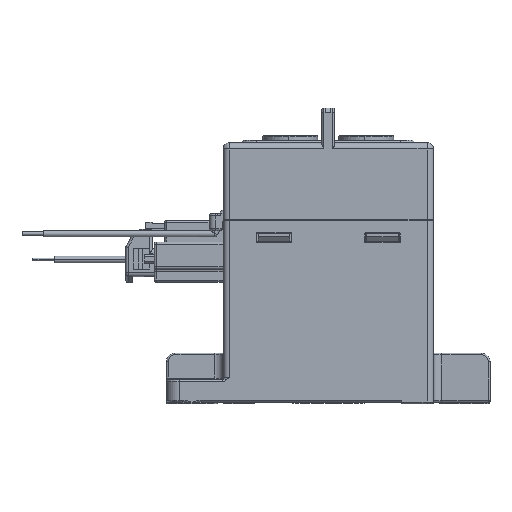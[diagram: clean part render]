
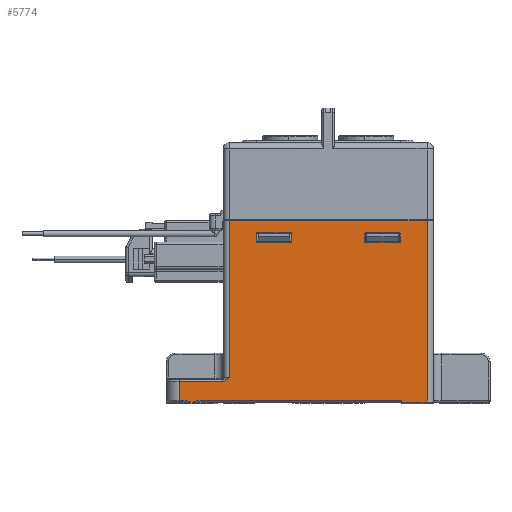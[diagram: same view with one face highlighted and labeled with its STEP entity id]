
A CAD part, top view. The second image highlights one B-rep face of the part: STEP entity #5774.
In plain terms, the highlighted planar face has unit normal (0, 0, 1).
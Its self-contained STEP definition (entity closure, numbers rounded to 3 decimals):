
#124=B_SPLINE_CURVE_WITH_KNOTS('',3,(#28001,#28002,#28003,#28004,#28005,
#28006,#28007,#28008),.UNSPECIFIED.,.F.,.F.,(4,2,2,4),(0.,0.5,0.75,1.),
 .UNSPECIFIED.);
#126=B_SPLINE_CURVE_WITH_KNOTS('',3,(#28050,#28051,#28052,#28053,#28054,
#28055),.UNSPECIFIED.,.F.,.F.,(4,2,4),(0.,0.5,1.),.UNSPECIFIED.);
#127=B_SPLINE_CURVE_WITH_KNOTS('',3,(#28130,#28131,#28132,#28133,#28134,
#28135),.UNSPECIFIED.,.F.,.F.,(4,2,4),(0.,0.5,1.),.UNSPECIFIED.);
#1033=PLANE('',#18742);
#1278=FACE_BOUND('',#7770,.T.);
#1279=FACE_BOUND('',#7771,.T.);
#1280=FACE_BOUND('',#7772,.T.);
#2775=LINE('',#27872,#4573);
#2808=LINE('',#27940,#4606);
#2809=LINE('',#27953,#4607);
#2810=LINE('',#27960,#4608);
#2811=LINE('',#27964,#4609);
#2812=LINE('',#27970,#4610);
#2813=LINE('',#27983,#4611);
#2814=LINE('',#27990,#4612);
#2815=LINE('',#27994,#4613);
#2817=LINE('',#28095,#4615);
#2818=LINE('',#28097,#4616);
#2828=LINE('',#28165,#4626);
#2831=LINE('',#28174,#4629);
#2832=LINE('',#28176,#4630);
#2833=LINE('',#28179,#4631);
#2834=LINE('',#28180,#4632);
#2835=LINE('',#28181,#4633);
#4573=VECTOR('',#22264,1.);
#4606=VECTOR('',#22315,1.);
#4607=VECTOR('',#22326,1.);
#4608=VECTOR('',#22329,1.);
#4609=VECTOR('',#22334,1.);
#4610=VECTOR('',#22343,1.);
#4611=VECTOR('',#22354,1.);
#4612=VECTOR('',#22357,1.);
#4613=VECTOR('',#22362,1.);
#4615=VECTOR('',#22376,1.);
#4616=VECTOR('',#22379,1.);
#4626=VECTOR('',#22401,1.);
#4629=VECTOR('',#22410,1.);
#4630=VECTOR('',#22413,1.);
#4631=VECTOR('',#22414,1.);
#4632=VECTOR('',#22415,1.);
#4633=VECTOR('',#22416,1.);
#5774=ADVANCED_FACE('',(#1278,#1279,#1280),#1033,.F.);
#7770=EDGE_LOOP('',(#11319,#11320,#11321,#11322,#11323,#11324));
#7771=EDGE_LOOP('',(#11325,#11326,#11327,#11328,#11329,#11330));
#7772=EDGE_LOOP('',(#11331,#11332,#11333,#11334,#11335,#11336,#11337,#11338,
#11339,#11340,#11341,#11342));
#11319=ORIENTED_EDGE('',*,*,#16356,.T.);
#11320=ORIENTED_EDGE('',*,*,#16355,.T.);
#11321=ORIENTED_EDGE('',*,*,#16353,.T.);
#11322=ORIENTED_EDGE('',*,*,#16351,.T.);
#11323=ORIENTED_EDGE('',*,*,#16349,.T.);
#11324=ORIENTED_EDGE('',*,*,#16346,.T.);
#11325=ORIENTED_EDGE('',*,*,#16344,.T.);
#11326=ORIENTED_EDGE('',*,*,#16343,.T.);
#11327=ORIENTED_EDGE('',*,*,#16341,.T.);
#11328=ORIENTED_EDGE('',*,*,#16339,.T.);
#11329=ORIENTED_EDGE('',*,*,#16337,.T.);
#11330=ORIENTED_EDGE('',*,*,#16334,.T.);
#11331=ORIENTED_EDGE('',*,*,#16387,.T.);
#11332=ORIENTED_EDGE('',*,*,#16388,.T.);
#11333=ORIENTED_EDGE('',*,*,#16378,.T.);
#11334=ORIENTED_EDGE('',*,*,#16360,.T.);
#11335=ORIENTED_EDGE('',*,*,#16381,.T.);
#11336=ORIENTED_EDGE('',*,*,#16389,.T.);
#11337=ORIENTED_EDGE('',*,*,#16386,.T.);
#11338=ORIENTED_EDGE('',*,*,#16366,.T.);
#11339=ORIENTED_EDGE('',*,*,#16299,.F.);
#11340=ORIENTED_EDGE('',*,*,#16365,.T.);
#11341=ORIENTED_EDGE('',*,*,#16358,.T.);
#11342=ORIENTED_EDGE('',*,*,#16390,.T.);
#14172=VERTEX_POINT('',#27871);
#14173=VERTEX_POINT('',#27873);
#14198=VERTEX_POINT('',#27939);
#14199=VERTEX_POINT('',#27941);
#14200=VERTEX_POINT('',#27945);
#14201=VERTEX_POINT('',#27952);
#14202=VERTEX_POINT('',#27959);
#14203=VERTEX_POINT('',#27963);
#14204=VERTEX_POINT('',#27969);
#14205=VERTEX_POINT('',#27971);
#14206=VERTEX_POINT('',#27975);
#14207=VERTEX_POINT('',#27982);
#14208=VERTEX_POINT('',#27989);
#14209=VERTEX_POINT('',#27993);
#14211=VERTEX_POINT('',#28000);
#14212=VERTEX_POINT('',#28009);
#14213=VERTEX_POINT('',#28056);
#14214=VERTEX_POINT('',#28057);
#14217=VERTEX_POINT('',#28098);
#14228=VERTEX_POINT('',#28136);
#14229=VERTEX_POINT('',#28163);
#14232=VERTEX_POINT('',#28170);
#14234=VERTEX_POINT('',#28177);
#14235=VERTEX_POINT('',#28178);
#16299=EDGE_CURVE('',#14172,#14173,#2775,.T.);
#16334=EDGE_CURVE('',#14199,#14198,#2808,.T.);
#16337=EDGE_CURVE('',#14200,#14199,#17556,.T.);
#16339=EDGE_CURVE('',#14201,#14200,#2809,.T.);
#16341=EDGE_CURVE('',#14202,#14201,#2810,.T.);
#16343=EDGE_CURVE('',#14203,#14202,#2811,.T.);
#16344=EDGE_CURVE('',#14198,#14203,#17558,.T.);
#16346=EDGE_CURVE('',#14205,#14204,#2812,.T.);
#16349=EDGE_CURVE('',#14206,#14205,#17562,.T.);
#16351=EDGE_CURVE('',#14207,#14206,#2813,.T.);
#16353=EDGE_CURVE('',#14208,#14207,#2814,.T.);
#16355=EDGE_CURVE('',#14209,#14208,#2815,.T.);
#16356=EDGE_CURVE('',#14204,#14209,#17564,.T.);
#16358=EDGE_CURVE('',#14212,#14211,#124,.T.);
#16360=EDGE_CURVE('',#14213,#14214,#126,.T.);
#16365=EDGE_CURVE('',#14172,#14212,#2817,.T.);
#16366=EDGE_CURVE('',#14217,#14173,#2818,.T.);
#16378=EDGE_CURVE('',#14228,#14213,#127,.T.);
#16381=EDGE_CURVE('',#14214,#14229,#2828,.T.);
#16386=EDGE_CURVE('',#14232,#14217,#2831,.T.);
#16387=EDGE_CURVE('',#14234,#14235,#2832,.T.);
#16388=EDGE_CURVE('',#14235,#14228,#2833,.T.);
#16389=EDGE_CURVE('',#14229,#14232,#2834,.T.);
#16390=EDGE_CURVE('',#14211,#14234,#2835,.T.);
#17556=CIRCLE('',#18708,0.3);
#17558=CIRCLE('',#18714,0.3);
#17562=CIRCLE('',#18720,0.3);
#17564=CIRCLE('',#18726,0.3);
#18708=AXIS2_PLACEMENT_3D('',#27946,#22322,#22323);
#18714=AXIS2_PLACEMENT_3D('',#27966,#22337,#22338);
#18720=AXIS2_PLACEMENT_3D('',#27976,#22350,#22351);
#18726=AXIS2_PLACEMENT_3D('',#27996,#22365,#22366);
#18742=AXIS2_PLACEMENT_3D('',#28182,#22417,#22418);
#22264=DIRECTION('',(1.,0.,0.));
#22315=DIRECTION('',(1.,0.,0.));
#22322=DIRECTION('',(0.,0.,-1.));
#22323=DIRECTION('',(-1.,0.,0.));
#22326=DIRECTION('',(0.,1.,0.));
#22329=DIRECTION('',(-1.,0.,0.));
#22334=DIRECTION('',(0.,-1.,0.));
#22337=DIRECTION('',(0.,0.,-1.));
#22338=DIRECTION('',(-1.,0.,0.));
#22343=DIRECTION('',(1.,0.,0.));
#22350=DIRECTION('',(0.,0.,-1.));
#22351=DIRECTION('',(-1.,0.,0.));
#22354=DIRECTION('',(0.,1.,0.));
#22357=DIRECTION('',(-1.,0.,0.));
#22362=DIRECTION('',(0.,-1.,0.));
#22365=DIRECTION('',(0.,0.,-1.));
#22366=DIRECTION('',(-1.,0.,0.));
#22376=DIRECTION('',(0.,-1.,0.));
#22379=DIRECTION('',(0.,1.,0.));
#22401=DIRECTION('',(1.,0.,0.));
#22410=DIRECTION('',(1.,0.,0.));
#22413=DIRECTION('',(0.,-1.,0.));
#22414=DIRECTION('',(1.,0.,0.));
#22415=DIRECTION('',(0.,-1.,0.));
#22416=DIRECTION('',(-1.,0.,0.));
#22417=DIRECTION('',(0.,0.,-1.));
#22418=DIRECTION('',(1.,0.,0.));
#27871=CARTESIAN_POINT('',(-23.4,43.,19.5));
#27872=CARTESIAN_POINT('',(-24.9,43.,19.5));
#27873=CARTESIAN_POINT('',(23.4,43.,19.5));
#27939=CARTESIAN_POINT('',(-8.95,40.1,19.5));
#27940=CARTESIAN_POINT('',(-24.9,40.1,19.5));
#27941=CARTESIAN_POINT('',(-16.75,40.1,19.5));
#27945=CARTESIAN_POINT('',(-17.05,39.8,19.5));
#27946=CARTESIAN_POINT('',(-16.75,39.8,19.5));
#27952=CARTESIAN_POINT('',(-17.05,37.8,19.5));
#27953=CARTESIAN_POINT('',(-17.05,43.,19.5));
#27959=CARTESIAN_POINT('',(-8.65,37.8,19.5));
#27960=CARTESIAN_POINT('',(-24.9,37.8,19.5));
#27963=CARTESIAN_POINT('',(-8.65,39.8,19.5));
#27964=CARTESIAN_POINT('',(-8.65,43.,19.5));
#27966=CARTESIAN_POINT('',(-8.95,39.8,19.5));
#27969=CARTESIAN_POINT('',(16.75,40.1,19.5));
#27970=CARTESIAN_POINT('',(-24.9,40.1,19.5));
#27971=CARTESIAN_POINT('',(8.95,40.1,19.5));
#27975=CARTESIAN_POINT('',(8.65,39.8,19.5));
#27976=CARTESIAN_POINT('',(8.95,39.8,19.5));
#27982=CARTESIAN_POINT('',(8.65,37.8,19.5));
#27983=CARTESIAN_POINT('',(8.65,43.,19.5));
#27989=CARTESIAN_POINT('',(17.05,37.8,19.5));
#27990=CARTESIAN_POINT('',(-24.9,37.8,19.5));
#27993=CARTESIAN_POINT('',(17.05,39.8,19.5));
#27994=CARTESIAN_POINT('',(17.05,43.,19.5));
#27996=CARTESIAN_POINT('',(16.75,39.8,19.5));
#28000=CARTESIAN_POINT('',(-24.949,4.9,19.5));
#28001=CARTESIAN_POINT('',(-23.4,5.7,19.5));
#28002=CARTESIAN_POINT('',(-23.626,5.507,19.5));
#28003=CARTESIAN_POINT('',(-23.855,5.312,19.5));
#28004=CARTESIAN_POINT('',(-24.236,5.086,19.5));
#28005=CARTESIAN_POINT('',(-24.369,5.021,19.5));
#28006=CARTESIAN_POINT('',(-24.652,4.928,19.5));
#28007=CARTESIAN_POINT('',(-24.799,4.9,19.5));
#28008=CARTESIAN_POINT('',(-24.949,4.9,19.5));
#28009=CARTESIAN_POINT('',(-23.4,5.7,19.5));
#28050=CARTESIAN_POINT('',(-32.25,0.,19.5));
#28051=CARTESIAN_POINT('',(-31.896,0.095,19.5));
#28052=CARTESIAN_POINT('',(-31.543,0.189,19.5));
#28053=CARTESIAN_POINT('',(-30.826,0.341,19.5));
#28054=CARTESIAN_POINT('',(-30.463,0.4,19.5));
#28055=CARTESIAN_POINT('',(-30.096,0.4,19.5));
#28056=CARTESIAN_POINT('',(-32.25,0.,19.5));
#28057=CARTESIAN_POINT('',(-30.096,0.4,19.5));
#28095=CARTESIAN_POINT('',(-23.4,43.,19.5));
#28097=CARTESIAN_POINT('',(23.4,43.,19.5));
#28098=CARTESIAN_POINT('',(23.4,0.,19.5));
#28130=CARTESIAN_POINT('',(-34.404,0.4,19.5));
#28131=CARTESIAN_POINT('',(-34.037,0.4,19.5));
#28132=CARTESIAN_POINT('',(-33.674,0.341,19.5));
#28133=CARTESIAN_POINT('',(-32.957,0.189,19.5));
#28134=CARTESIAN_POINT('',(-32.603,0.094,19.5));
#28135=CARTESIAN_POINT('',(-32.25,0.,19.5));
#28136=CARTESIAN_POINT('',(-34.404,0.4,19.5));
#28163=CARTESIAN_POINT('',(17.4,0.4,19.5));
#28165=CARTESIAN_POINT('',(17.4,0.4,19.5));
#28170=CARTESIAN_POINT('',(17.4,0.,19.5));
#28174=CARTESIAN_POINT('',(-24.9,0.,19.5));
#28176=CARTESIAN_POINT('',(-35.3,0.,19.5));
#28177=CARTESIAN_POINT('',(-35.3,4.9,19.5));
#28178=CARTESIAN_POINT('',(-35.3,0.4,19.5));
#28179=CARTESIAN_POINT('',(-32.25,0.4,19.5));
#28180=CARTESIAN_POINT('',(17.4,-0.4,19.5));
#28181=CARTESIAN_POINT('',(-35.3,4.9,19.5));
#28182=CARTESIAN_POINT('',(-24.9,43.,19.5));
